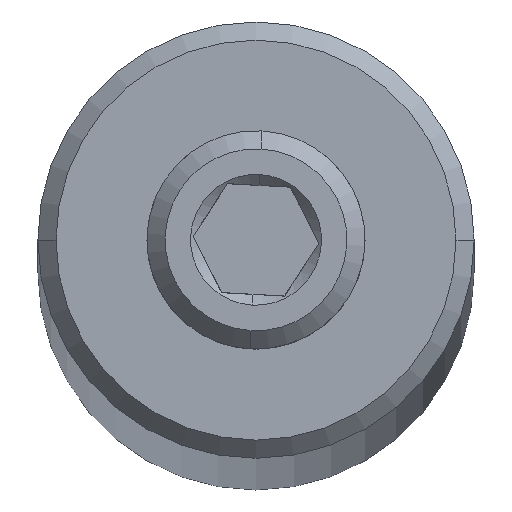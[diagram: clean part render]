
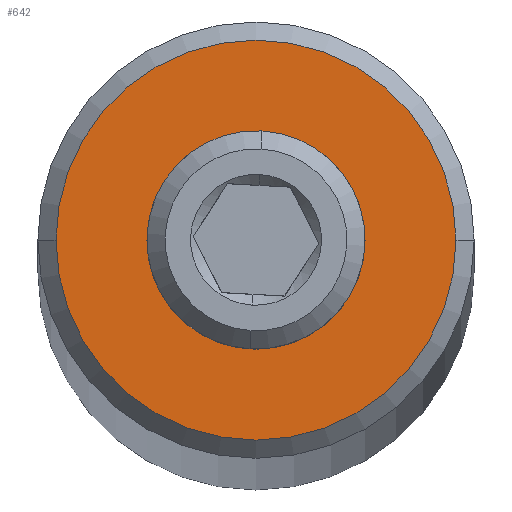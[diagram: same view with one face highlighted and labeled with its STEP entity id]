
A CAD part, top view. The second image highlights one B-rep face of the part: STEP entity #642.
In plain terms, the highlighted planar face has unit normal (0, 0, 1).
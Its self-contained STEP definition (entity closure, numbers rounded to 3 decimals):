
#7 = CARTESIAN_POINT ( 'NONE',  ( -1.5, 0., 125. ) ) ;
#16 = EDGE_CURVE ( 'NONE', #363, #280, #1622, .T. ) ;
#63 = VERTEX_POINT ( 'NONE', #1027 ) ;
#86 = CARTESIAN_POINT ( 'NONE',  ( 0., 0., 125. ) ) ;
#95 = FACE_BOUND ( 'NONE', #1398, .T. ) ;
#97 = EDGE_CURVE ( 'NONE', #1212, #63, #610, .T. ) ;
#118 = CARTESIAN_POINT ( 'NONE',  ( 2.75, 0., 125. ) ) ;
#157 = CARTESIAN_POINT ( 'NONE',  ( 0., 0., 125. ) ) ;
#212 = DIRECTION ( 'NONE',  ( 1., 0., 0. ) ) ;
#248 = DIRECTION ( 'NONE',  ( 1., 0., 0. ) ) ;
#280 = VERTEX_POINT ( 'NONE', #989 ) ;
#363 = VERTEX_POINT ( 'NONE', #7 ) ;
#397 = ORIENTED_EDGE ( 'NONE', *, *, #97, .T. ) ;
#457 = ORIENTED_EDGE ( 'NONE', *, *, #832, .F. ) ;
#486 = EDGE_CURVE ( 'NONE', #63, #1212, #487, .T. ) ;
#487 = CIRCLE ( 'NONE', #501, 2.75 ) ;
#501 = AXIS2_PLACEMENT_3D ( 'NONE', #799, #1308, #520 ) ;
#520 = DIRECTION ( 'NONE',  ( 1., 0., 0. ) ) ;
#607 = DIRECTION ( 'NONE',  ( 0., 0., 1. ) ) ;
#610 = CIRCLE ( 'NONE', #1095, 2.75 ) ;
#642 = ADVANCED_FACE ( 'NONE', ( #1593, #95 ), #691, .T. ) ;
#682 = EDGE_LOOP ( 'NONE', ( #1090, #397 ) ) ;
#691 = PLANE ( 'NONE',  #880 ) ;
#746 = DIRECTION ( 'NONE',  ( 1., 0., 0. ) ) ;
#799 = CARTESIAN_POINT ( 'NONE',  ( 0., 0., 125. ) ) ;
#829 = DIRECTION ( 'NONE',  ( 0., 0., 1. ) ) ;
#832 = EDGE_CURVE ( 'NONE', #280, #363, #1515, .T. ) ;
#880 = AXIS2_PLACEMENT_3D ( 'NONE', #157, #829, #1214 ) ;
#989 = CARTESIAN_POINT ( 'NONE',  ( 1.5, 0., 125. ) ) ;
#1027 = CARTESIAN_POINT ( 'NONE',  ( -2.75, 0., 125. ) ) ;
#1090 = ORIENTED_EDGE ( 'NONE', *, *, #486, .T. ) ;
#1095 = AXIS2_PLACEMENT_3D ( 'NONE', #1511, #607, #746 ) ;
#1212 = VERTEX_POINT ( 'NONE', #118 ) ;
#1214 = DIRECTION ( 'NONE',  ( 1., 0., 0. ) ) ;
#1308 = DIRECTION ( 'NONE',  ( 0., 0., 1. ) ) ;
#1398 = EDGE_LOOP ( 'NONE', ( #457, #1524 ) ) ;
#1418 = AXIS2_PLACEMENT_3D ( 'NONE', #86, #1624, #212 ) ;
#1511 = CARTESIAN_POINT ( 'NONE',  ( 0., 0., 125. ) ) ;
#1515 = CIRCLE ( 'NONE', #1418, 1.5 ) ;
#1524 = ORIENTED_EDGE ( 'NONE', *, *, #16, .F. ) ;
#1535 = DIRECTION ( 'NONE',  ( 0., 0., 1. ) ) ;
#1578 = AXIS2_PLACEMENT_3D ( 'NONE', #1658, #1535, #248 ) ;
#1593 = FACE_OUTER_BOUND ( 'NONE', #682, .T. ) ;
#1622 = CIRCLE ( 'NONE', #1578, 1.5 ) ;
#1624 = DIRECTION ( 'NONE',  ( 0., 0., 1. ) ) ;
#1658 = CARTESIAN_POINT ( 'NONE',  ( 0., 0., 125. ) ) ;
